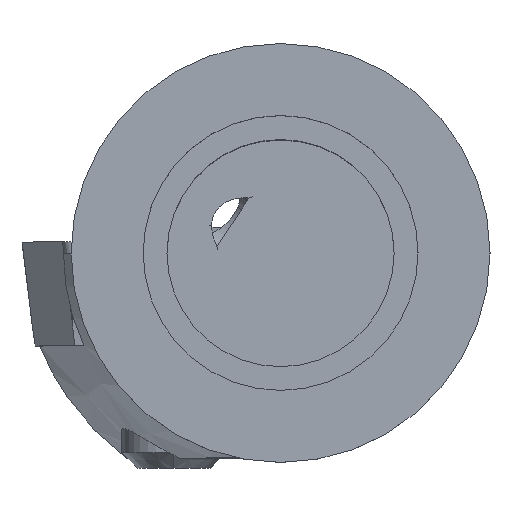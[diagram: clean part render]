
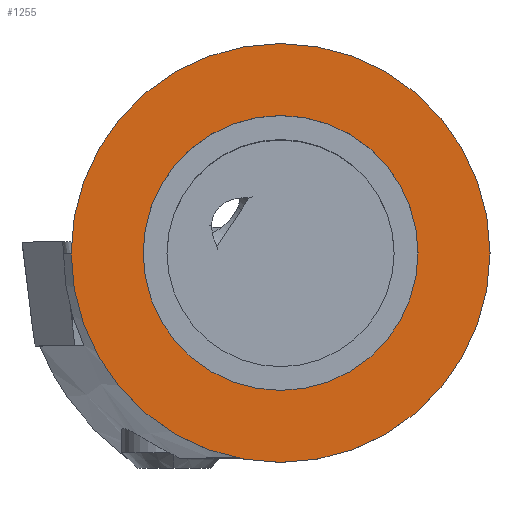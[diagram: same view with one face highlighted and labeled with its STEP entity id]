
A CAD part, top view. The second image highlights one B-rep face of the part: STEP entity #1255.
In plain terms, the highlighted planar face has unit normal (0, 0, 1).
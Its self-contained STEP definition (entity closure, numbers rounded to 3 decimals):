
#595=EDGE_CURVE('NONE',#673,#1365,#1693,.T.);
#673=VERTEX_POINT('NONE',#1778);
#723=EDGE_CURVE('NONE',#1551,#1573,#1832,.T.);
#783=EDGE_CURVE('NONE',#1573,#1551,#1900,.T.);
#1255=ADVANCED_FACE('NONE',(#2423,#2424),#2425,.F.);
#1365=VERTEX_POINT('',#2551);
#1551=VERTEX_POINT('NONE',#2752);
#1573=VERTEX_POINT('',#2777);
#1617=EDGE_CURVE('NONE',#1365,#673,#2821,.T.);
#1693=CIRCLE('',#2905,5.25);
#1778=CARTESIAN_POINT('',(0.,5.25,0.5));
#1832=CIRCLE('',#3107,8.0);
#1900=CIRCLE('',#3199,8.0);
#2423=FACE_OUTER_BOUND('',#3930,.T.);
#2424=FACE_BOUND('',#3931,.T.);
#2425=PLANE('',#3932);
#2551=CARTESIAN_POINT('',(0.,-5.25,0.5));
#2752=CARTESIAN_POINT('',(0.0,8.0,0.5));
#2777=CARTESIAN_POINT('',(0.,-8.0,0.5));
#2821=CIRCLE('',#4554,5.25);
#2905=AXIS2_PLACEMENT_3D('',#4658,#4659,#4660);
#3107=AXIS2_PLACEMENT_3D('',#4822,#4823,#4824);
#3199=AXIS2_PLACEMENT_3D('',#4922,#4923,#4924);
#3930=EDGE_LOOP('',(#5560,#5561));
#3931=EDGE_LOOP('',(#5562,#5563));
#3932=AXIS2_PLACEMENT_3D('',#5564,#5565,#5566);
#4554=AXIS2_PLACEMENT_3D('',#6029,#6030,#6031);
#4658=CARTESIAN_POINT('',(0.,0.,0.5));
#4659=DIRECTION('',(0.0,0.,1.0));
#4660=DIRECTION('',(0.0,1.0,0.));
#4822=CARTESIAN_POINT('',(0.0,0.,0.5));
#4823=DIRECTION('',(0.0,0.,-1.0));
#4824=DIRECTION('',(0.0,1.0,0.));
#4922=CARTESIAN_POINT('',(0.0,0.,0.5));
#4923=DIRECTION('',(0.0,0.,-1.0));
#4924=DIRECTION('',(0.0,1.0,0.));
#5560=ORIENTED_EDGE('',*,*,#723,.F.);
#5561=ORIENTED_EDGE('',*,*,#783,.F.);
#5562=ORIENTED_EDGE('',*,*,#595,.F.);
#5563=ORIENTED_EDGE('',*,*,#1617,.F.);
#5564=CARTESIAN_POINT('',(0.0,0.,0.5));
#5565=DIRECTION('',(0.,0.,-1.0));
#5566=DIRECTION('',(0.,1.0,0.0));
#6029=CARTESIAN_POINT('',(0.,0.,0.5));
#6030=DIRECTION('',(0.0,0.,1.0));
#6031=DIRECTION('',(0.0,1.0,0.));
